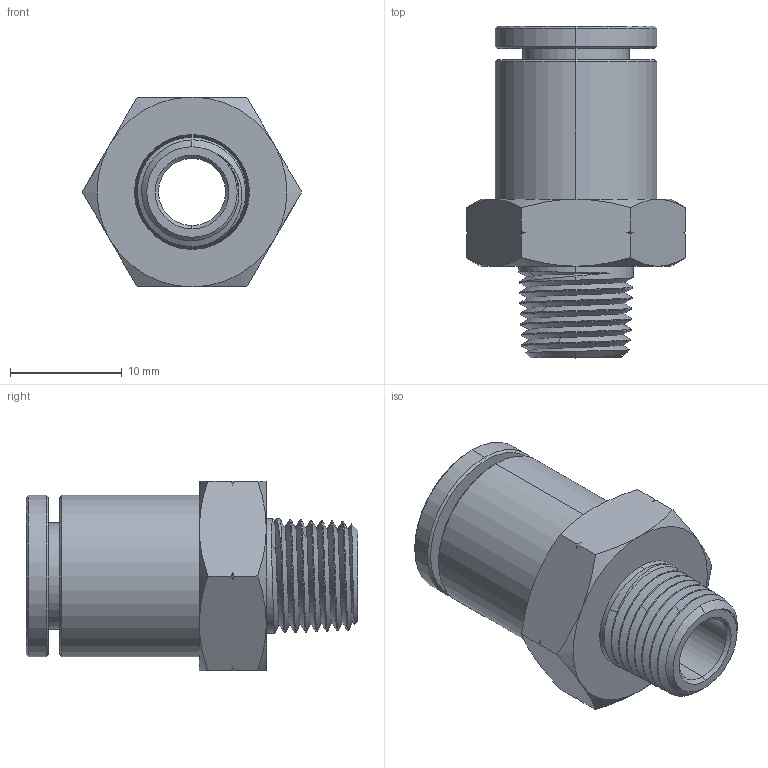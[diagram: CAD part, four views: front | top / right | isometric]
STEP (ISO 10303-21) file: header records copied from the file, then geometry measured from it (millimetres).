
FILE_DESCRIPTION (( 'STEP AP203' ), '1' );
FILE_NAME ('MCS5-16N1-8W.STEP', '2016-10-20T21:19:42', ( '' ), ( '' ), 'SwSTEP 2.0', 'SolidWorks 2016', '' );
FILE_SCHEMA (( 'CONFIG_CONTROL_DESIGN' ));
Products named in the file (1): MCS5-16N1-8W
Bounding box: 19.63 x 29.71 x 17 mm (x, y, z)
Volume: 2986 mm3; surface area: 4603.8 mm2
Topology: 6 solids, 6 shells, 424 faces, 1168 edges, 761 vertices
Faces by surface type: cone 165, plane 155, cylinder 62, bspline 42
Entity records: 45060 total; most frequent: CARTESIAN_POINT 34982, ORIENTED_EDGE 2336, DIRECTION 1801, EDGE_CURVE 1168, VERTEX_POINT 761, AXIS2_PLACEMENT_3D 744, B_SPLINE_CURVE_WITH_KNOTS 494, EDGE_LOOP 441
